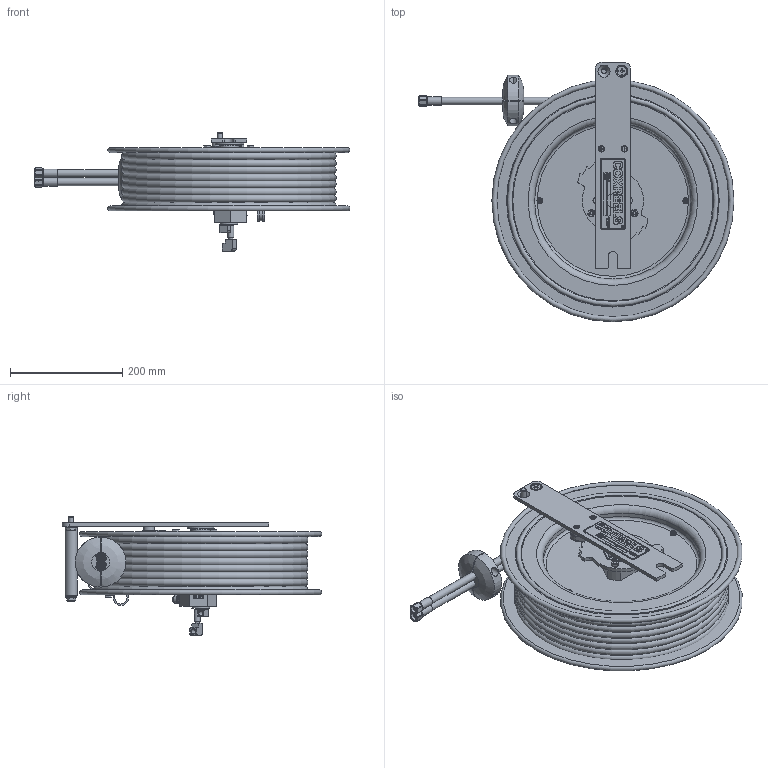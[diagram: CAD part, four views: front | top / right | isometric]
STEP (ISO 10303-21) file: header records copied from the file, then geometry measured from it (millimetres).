
FILE_DESCRIPTION(/* description */ (''),/* implementation_level */ '2;1');
FILE_NAME(/* name */ 'SR17WT-150_SHARED.stp',/* time_stamp */ '2020-03-09T07:54:11-07:00',/* author */ ('NMelton'),/* organization */ (''),/* preprocessor_version */ 'ST-DEVELOPER v17',/* originating_system */ 'Autodesk Inventor 2019',/* authorisation */ '');
FILE_SCHEMA (('AUTOMOTIVE_DESIGN { 1 0 10303 214 3 1 1 }'));
Products named in the file (1): SR17WT-150_SHARED
Bounding box: 563.37 x 462.91 x 211.36 mm (x, y, z)
Volume: 2190274.9 mm3; surface area: 1423288.9 mm2
Topology: 14 solids, 159 shells, 1910 faces, 8299 edges, 6293 vertices
Faces by surface type: plane 919, cylinder 420, bspline 323, cone 169, torus 75, sphere 4
Full cylindrical faces by diameter (mm): 1.93 x2, 2.54 x1, 3.048 x1, 3.81 x2, 3.962 x1, 4.75 x1, 4.826 x5, 5.08 x1, 5.575 x1, 7.112 x3, 8.89 x3, 9.525 x1, 10.312 x2, 11.557 x4, 12.548 x1, 12.7 x1, 12.859 x1, 13.081 x2, 13.494 x4, 14.287 x2, 14.605 x4, 17.145 x4, 18.034 x1, 19.05 x2, 20.625 x2, 21.336 x1, 29.87 x1, 31.674 x2, 34.925 x1, 35.052 x1
Entity records: 108750 total; most frequent: CARTESIAN_POINT 44722, ORIENTED_EDGE 12016, DIRECTION 10887, EDGE_CURVE 8293, VERTEX_POINT 6293, LINE 4693, VECTOR 4693, AXIS2_PLACEMENT_3D 3097
